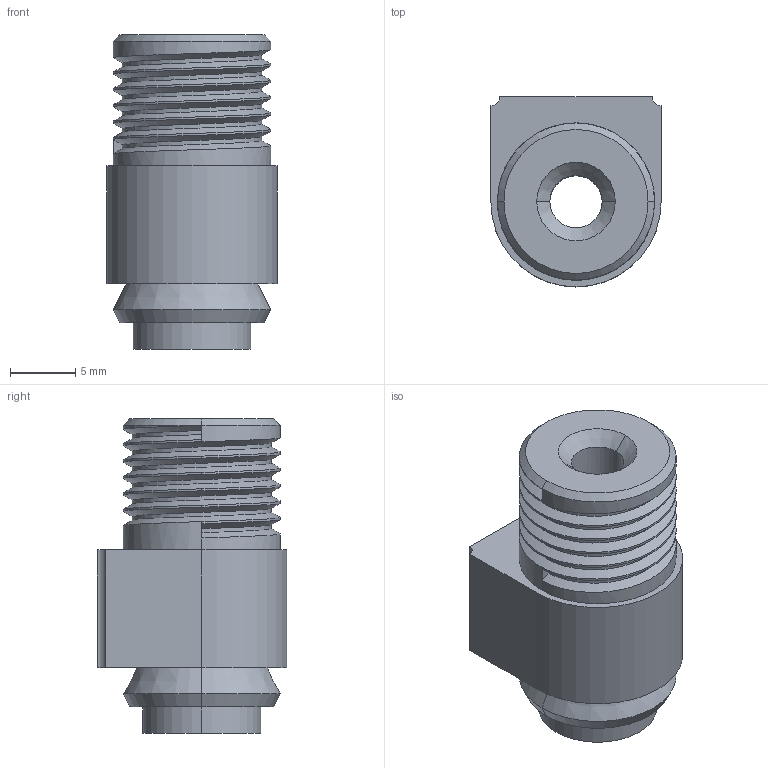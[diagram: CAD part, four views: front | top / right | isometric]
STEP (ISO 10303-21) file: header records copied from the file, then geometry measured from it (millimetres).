
FILE_DESCRIPTION (( 'STEP AP203' ), '1' );
FILE_NAME ('FrontCap_Default_sldprt.STEP', '2023-10-19T05:34:37', ( '' ), ( '' ), 'SwSTEP 2.0', 'SolidWorks 2023', '' );
FILE_SCHEMA (( 'CONFIG_CONTROL_DESIGN' ));
Length unit declared in the file: millimetre
Products named in the file (1): FrontCap_Default_sldprt
Bounding box: 13 x 14.5 x 24 mm (x, y, z)
Volume: 2515.5 mm3; surface area: 1839.2 mm2
Topology: 1 solids, 1 shells, 50 faces, 124 edges, 79 vertices
Faces by surface type: cylinder 27, plane 12, cone 8, bspline 3
Entity records: 2526 total; most frequent: CARTESIAN_POINT 1325, ORIENTED_EDGE 248, DIRECTION 222, EDGE_CURVE 124, AXIS2_PLACEMENT_3D 84, VERTEX_POINT 79, EDGE_LOOP 57, LINE 54
